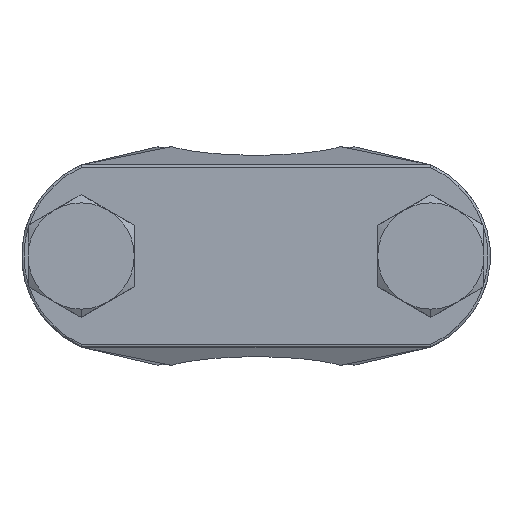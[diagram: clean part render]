
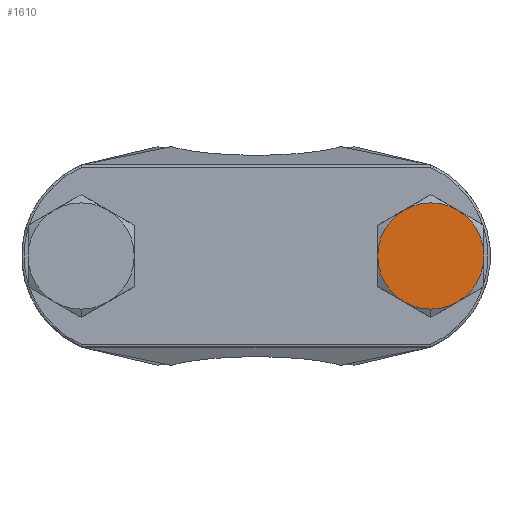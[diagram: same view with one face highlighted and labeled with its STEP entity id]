
A CAD part, front view. The second image highlights one B-rep face of the part: STEP entity #1610.
In plain terms, the highlighted planar face has unit normal (0, -1, 0).
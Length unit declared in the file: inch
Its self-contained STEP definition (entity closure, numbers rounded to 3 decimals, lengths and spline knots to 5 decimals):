
#355 = FACE_OUTER_BOUND ( 'NONE', #3436, .T. ) ;
#462 = DIRECTION ( 'NONE',  ( 0., -1., 0. ) ) ;
#472 = ORIENTED_EDGE ( 'NONE', *, *, #1825, .T. ) ;
#482 = DIRECTION ( 'NONE',  ( 0., 0., -1. ) ) ;
#584 = DIRECTION ( 'NONE',  ( 0., 0., -1. ) ) ;
#605 = ORIENTED_EDGE ( 'NONE', *, *, #2161, .T. ) ;
#727 = CARTESIAN_POINT ( 'NONE',  ( 0.82938, -0.2763, 0.18944 ) ) ;
#1025 = EDGE_CURVE ( 'NONE', #4220, #4186, #1107, .T. ) ;
#1065 = EDGE_CURVE ( 'NONE', #2194, #4087, #1732, .T. ) ;
#1107 = CIRCLE ( 'NONE', #4272, 0.21875 ) ;
#1161 = DIRECTION ( 'NONE',  ( 0., -1., 0. ) ) ;
#1200 = AXIS2_PLACEMENT_3D ( 'NONE', #2271, #462, #482 ) ;
#1309 = DIRECTION ( 'NONE',  ( 0., -1., 0. ) ) ;
#1368 = CIRCLE ( 'NONE', #3040, 0.21875 ) ;
#1579 = DIRECTION ( 'NONE',  ( 0., 0., -1. ) ) ;
#1589 = CARTESIAN_POINT ( 'NONE',  ( 0.72, -0.2763, 0. ) ) ;
#1610 = ADVANCED_FACE ( 'NONE', ( #355 ), #2313, .T. ) ;
#1696 = AXIS2_PLACEMENT_3D ( 'NONE', #3347, #1309, #4169 ) ;
#1732 = CIRCLE ( 'NONE', #1808, 0.21875 ) ;
#1781 = ORIENTED_EDGE ( 'NONE', *, *, #2684, .T. ) ;
#1808 = AXIS2_PLACEMENT_3D ( 'NONE', #3704, #1161, #1579 ) ;
#1825 = EDGE_CURVE ( 'NONE', #4087, #3422, #1368, .T. ) ;
#1846 = AXIS2_PLACEMENT_3D ( 'NONE', #2596, #2940, #2565 ) ;
#1852 = DIRECTION ( 'NONE',  ( 0., 0., -1. ) ) ;
#1992 = DIRECTION ( 'NONE',  ( 0., 0., -1. ) ) ;
#2092 = AXIS2_PLACEMENT_3D ( 'NONE', #3430, #2373, #1992 ) ;
#2161 = EDGE_CURVE ( 'NONE', #3916, #2194, #4459, .T. ) ;
#2194 = VERTEX_POINT ( 'NONE', #3698 ) ;
#2270 = DIRECTION ( 'NONE',  ( 0., 0., -1. ) ) ;
#2271 = CARTESIAN_POINT ( 'NONE',  ( 0.72, -0.2763, 0. ) ) ;
#2313 = PLANE ( 'NONE',  #2092 ) ;
#2373 = DIRECTION ( 'NONE',  ( 0., -1., 0. ) ) ;
#2462 = ORIENTED_EDGE ( 'NONE', *, *, #1065, .T. ) ;
#2544 = DIRECTION ( 'NONE',  ( 0., -1., 0. ) ) ;
#2547 = EDGE_CURVE ( 'NONE', #3332, #4220, #4622, .T. ) ;
#2565 = DIRECTION ( 'NONE',  ( 0., 0., -1. ) ) ;
#2596 = CARTESIAN_POINT ( 'NONE',  ( 0.72, -0.2763, 0. ) ) ;
#2634 = EDGE_CURVE ( 'NONE', #4186, #3916, #2717, .T. ) ;
#2684 = EDGE_CURVE ( 'NONE', #3422, #3332, #3489, .T. ) ;
#2717 = CIRCLE ( 'NONE', #3694, 0.21875 ) ;
#2749 = CARTESIAN_POINT ( 'NONE',  ( 0.72, -0.2763, 0. ) ) ;
#2814 = ORIENTED_EDGE ( 'NONE', *, *, #2634, .T. ) ;
#2940 = DIRECTION ( 'NONE',  ( 0., -1., 0. ) ) ;
#2962 = CARTESIAN_POINT ( 'NONE',  ( 0.72, -0.2763, 0. ) ) ;
#3040 = AXIS2_PLACEMENT_3D ( 'NONE', #2749, #3127, #584 ) ;
#3127 = DIRECTION ( 'NONE',  ( 0., -1., 0. ) ) ;
#3194 = CARTESIAN_POINT ( 'NONE',  ( 0.82938, -0.2763, -0.18944 ) ) ;
#3221 = CARTESIAN_POINT ( 'NONE',  ( 0.50125, -0.2763, 0. ) ) ;
#3291 = ORIENTED_EDGE ( 'NONE', *, *, #1025, .T. ) ;
#3332 = VERTEX_POINT ( 'NONE', #3221 ) ;
#3347 = CARTESIAN_POINT ( 'NONE',  ( 0.72, -0.2763, 0. ) ) ;
#3422 = VERTEX_POINT ( 'NONE', #4609 ) ;
#3430 = CARTESIAN_POINT ( 'NONE',  ( 0., -0.2763, 0. ) ) ;
#3436 = EDGE_LOOP ( 'NONE', ( #3291, #2814, #605, #2462, #472, #1781, #4629 ) ) ;
#3489 = CIRCLE ( 'NONE', #1696, 0.21875 ) ;
#3694 = AXIS2_PLACEMENT_3D ( 'NONE', #1589, #4482, #2270 ) ;
#3698 = CARTESIAN_POINT ( 'NONE',  ( 0.93875, -0.2763, 0. ) ) ;
#3704 = CARTESIAN_POINT ( 'NONE',  ( 0.72, -0.2763, 0. ) ) ;
#3791 = CARTESIAN_POINT ( 'NONE',  ( 0.61062, -0.2763, -0.18944 ) ) ;
#3916 = VERTEX_POINT ( 'NONE', #3194 ) ;
#4087 = VERTEX_POINT ( 'NONE', #727 ) ;
#4169 = DIRECTION ( 'NONE',  ( 0., 0., -1. ) ) ;
#4186 = VERTEX_POINT ( 'NONE', #4522 ) ;
#4220 = VERTEX_POINT ( 'NONE', #3791 ) ;
#4272 = AXIS2_PLACEMENT_3D ( 'NONE', #2962, #2544, #1852 ) ;
#4459 = CIRCLE ( 'NONE', #1200, 0.21875 ) ;
#4482 = DIRECTION ( 'NONE',  ( 0., -1., 0. ) ) ;
#4522 = CARTESIAN_POINT ( 'NONE',  ( 0.72, -0.2763, -0.21875 ) ) ;
#4609 = CARTESIAN_POINT ( 'NONE',  ( 0.61062, -0.2763, 0.18944 ) ) ;
#4622 = CIRCLE ( 'NONE', #1846, 0.21875 ) ;
#4629 = ORIENTED_EDGE ( 'NONE', *, *, #2547, .T. ) ;
